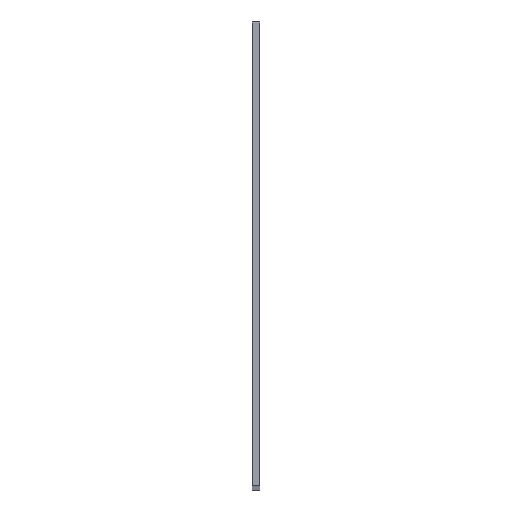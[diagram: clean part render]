
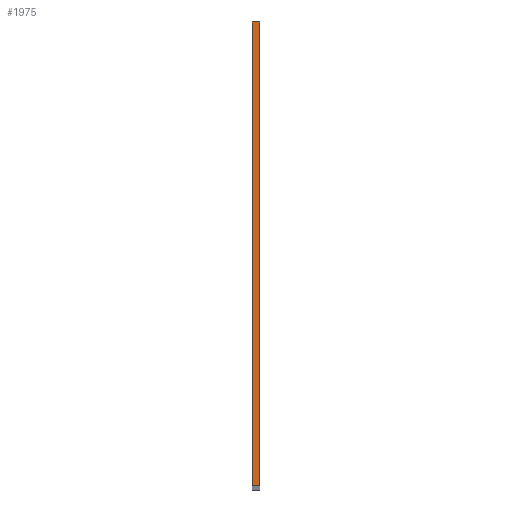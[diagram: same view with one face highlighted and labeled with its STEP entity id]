
A CAD part, top view. The second image highlights one B-rep face of the part: STEP entity #1975.
In plain terms, the highlighted planar face has unit normal (0, 0, 1).
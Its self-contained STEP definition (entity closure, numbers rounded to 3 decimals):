
#67 = CARTESIAN_POINT ( 'NONE',  ( 0., 0., 263. ) ) ;
#386 = LINE ( 'NONE', #676, #389 ) ;
#389 = VECTOR ( 'NONE', #674, 1000. ) ;
#426 = FACE_OUTER_BOUND ( 'NONE', #1744, .T. ) ;
#621 = DIRECTION ( 'NONE',  ( -1., 0., 0. ) ) ;
#622 = DIRECTION ( 'NONE',  ( 0., 0., -1. ) ) ;
#627 = PLANE ( 'NONE',  #1893 ) ;
#637 = CARTESIAN_POINT ( 'NONE',  ( 1.5, 94.21, 263. ) ) ;
#674 = DIRECTION ( 'NONE',  ( 1., 0., 0. ) ) ;
#676 = CARTESIAN_POINT ( 'NONE',  ( 0., 94.21, 263. ) ) ;
#686 = CARTESIAN_POINT ( 'NONE',  ( 0., 94.21, 263. ) ) ;
#688 = CARTESIAN_POINT ( 'NONE',  ( 1.5, 94.21, 263. ) ) ;
#703 = CARTESIAN_POINT ( 'NONE',  ( 1.5, 0., 263. ) ) ;
#751 = VECTOR ( 'NONE', #1504, 1000. ) ;
#754 = LINE ( 'NONE', #1505, #751 ) ;
#755 = VECTOR ( 'NONE', #1509, 1000. ) ;
#768 = LINE ( 'NONE', #1518, #755 ) ;
#874 = CARTESIAN_POINT ( 'NONE',  ( 1.5, 94.21, 263. ) ) ;
#875 = DIRECTION ( 'NONE',  ( 0., 1., 0. ) ) ;
#1056 = VECTOR ( 'NONE', #875, 1000. ) ;
#1057 = LINE ( 'NONE', #874, #1056 ) ;
#1079 = EDGE_CURVE ( 'NONE', #1679, #1690, #1057, .T. ) ;
#1196 = EDGE_CURVE ( 'NONE', #2124, #1675, #768, .T. ) ;
#1198 = EDGE_CURVE ( 'NONE', #1679, #2124, #754, .T. ) ;
#1307 = ORIENTED_EDGE ( 'NONE', *, *, #1198, .F. ) ;
#1308 = ORIENTED_EDGE ( 'NONE', *, *, #1196, .F. ) ;
#1309 = ORIENTED_EDGE ( 'NONE', *, *, #1831, .F. ) ;
#1310 = ORIENTED_EDGE ( 'NONE', *, *, #1079, .T. ) ;
#1504 = DIRECTION ( 'NONE',  ( -1., 0., 0. ) ) ;
#1505 = CARTESIAN_POINT ( 'NONE',  ( 1.5, 0., 263. ) ) ;
#1509 = DIRECTION ( 'NONE',  ( 0., 1., 0. ) ) ;
#1518 = CARTESIAN_POINT ( 'NONE',  ( 0., 94.21, 263. ) ) ;
#1675 = VERTEX_POINT ( 'NONE', #686 ) ;
#1679 = VERTEX_POINT ( 'NONE', #703 ) ;
#1690 = VERTEX_POINT ( 'NONE', #688 ) ;
#1744 = EDGE_LOOP ( 'NONE', ( #1310, #1309, #1308, #1307 ) ) ;
#1831 = EDGE_CURVE ( 'NONE', #1675, #1690, #386, .T. ) ;
#1893 = AXIS2_PLACEMENT_3D ( 'NONE', #637, #622, #621 ) ;
#1975 = ADVANCED_FACE ( 'NONE', ( #426 ), #627, .F. ) ;
#2124 = VERTEX_POINT ( 'NONE', #67 ) ;
